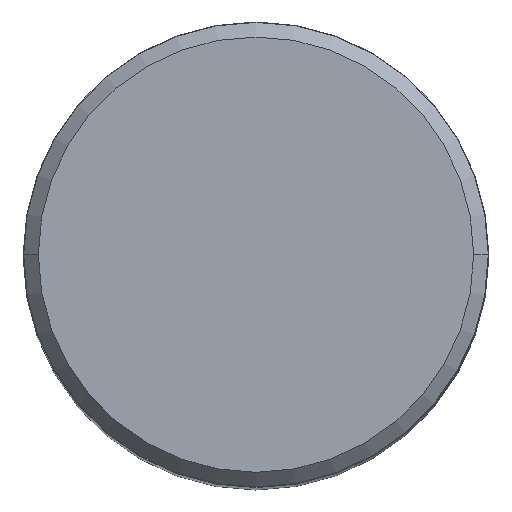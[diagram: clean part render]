
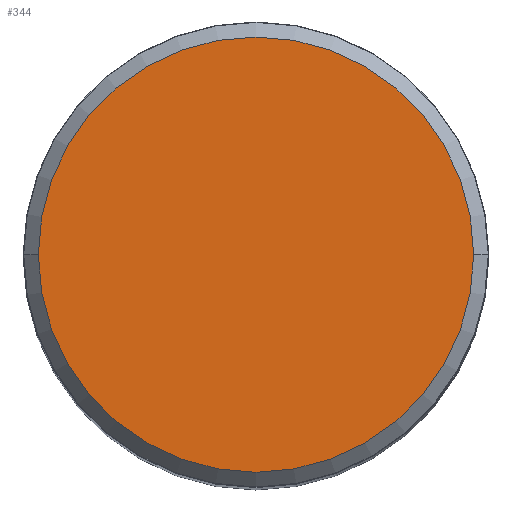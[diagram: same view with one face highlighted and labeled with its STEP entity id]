
A CAD part, top view. The second image highlights one B-rep face of the part: STEP entity #344.
In plain terms, the highlighted planar face has unit normal (0, 0, 1).
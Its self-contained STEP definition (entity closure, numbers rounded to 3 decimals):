
#86=PLANE('',#1557);
#344=ADVANCED_FACE('',(#426),#86,.T.);
#426=FACE_OUTER_BOUND('',#507,.T.);
#507=EDGE_LOOP('',(#791,#792,#793));
#791=ORIENTED_EDGE('',*,*,#1228,.F.);
#792=ORIENTED_EDGE('',*,*,#1229,.F.);
#793=ORIENTED_EDGE('',*,*,#1230,.F.);
#1056=VERTEX_POINT('',#2981);
#1057=VERTEX_POINT('',#2983);
#1058=VERTEX_POINT('',#2987);
#1228=EDGE_CURVE('',#1057,#1056,#1353,.T.);
#1229=EDGE_CURVE('',#1058,#1057,#1354,.T.);
#1230=EDGE_CURVE('',#1056,#1058,#1355,.T.);
#1353=CIRCLE('',#1553,14.84);
#1354=CIRCLE('',#1555,14.84);
#1355=CIRCLE('',#1556,14.84);
#1553=AXIS2_PLACEMENT_3D('',#2984,#1880,#1881);
#1555=AXIS2_PLACEMENT_3D('',#2986,#1884,#1885);
#1556=AXIS2_PLACEMENT_3D('',#2988,#1886,#1887);
#1557=AXIS2_PLACEMENT_3D('',#2989,#1888,#1889);
#1880=DIRECTION('',(0.,0.,-1.));
#1881=DIRECTION('',(-1.,0.,0.));
#1884=DIRECTION('',(0.,0.,-1.));
#1885=DIRECTION('',(0.,-1.,0.));
#1886=DIRECTION('',(0.,0.,-1.));
#1887=DIRECTION('',(1.,0.,0.));
#1888=DIRECTION('',(0.,0.,1.));
#1889=DIRECTION('',(-1.,0.,0.));
#2981=CARTESIAN_POINT('',(14.84,0.,0.));
#2983=CARTESIAN_POINT('',(-14.84,0.,0.));
#2984=CARTESIAN_POINT('',(0.,0.,0.));
#2986=CARTESIAN_POINT('',(0.,0.,0.));
#2987=CARTESIAN_POINT('',(0.,-14.84,0.));
#2988=CARTESIAN_POINT('',(0.,0.,0.));
#2989=CARTESIAN_POINT('',(0.,0.001,0.));
